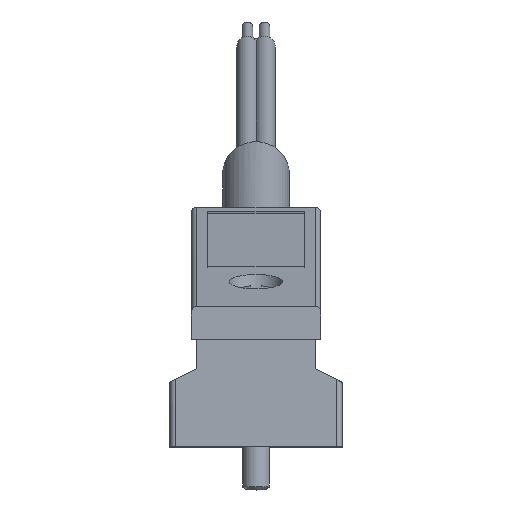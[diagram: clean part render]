
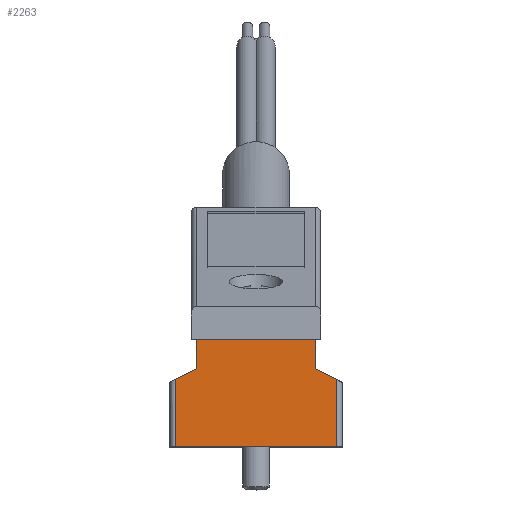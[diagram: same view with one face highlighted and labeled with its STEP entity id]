
A CAD part, top view. The second image highlights one B-rep face of the part: STEP entity #2263.
In plain terms, the highlighted planar face has unit normal (0, 0, 1).
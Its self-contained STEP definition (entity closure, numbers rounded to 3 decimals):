
#262=ORIENTED_EDGE('',*,*,#682,.T.);
#263=ORIENTED_EDGE('',*,*,#648,.T.);
#264=ORIENTED_EDGE('',*,*,#679,.T.);
#265=ORIENTED_EDGE('',*,*,#683,.T.);
#266=ORIENTED_EDGE('',*,*,#655,.T.);
#267=ORIENTED_EDGE('',*,*,#651,.T.);
#268=ORIENTED_EDGE('',*,*,#684,.T.);
#269=ORIENTED_EDGE('',*,*,#685,.T.);
#270=ORIENTED_EDGE('',*,*,#686,.T.);
#271=ORIENTED_EDGE('',*,*,#588,.T.);
#272=ORIENTED_EDGE('',*,*,#687,.F.);
#273=ORIENTED_EDGE('',*,*,#688,.T.);
#588=EDGE_CURVE('',#812,#811,#957,.T.);
#648=EDGE_CURVE('',#862,#861,#996,.T.);
#651=EDGE_CURVE('',#864,#863,#999,.T.);
#655=EDGE_CURVE('',#867,#864,#1003,.T.);
#679=EDGE_CURVE('',#861,#886,#1020,.T.);
#682=EDGE_CURVE('',#887,#862,#1022,.T.);
#683=EDGE_CURVE('',#886,#867,#1023,.T.);
#684=EDGE_CURVE('',#863,#888,#1024,.T.);
#685=EDGE_CURVE('',#888,#889,#1025,.T.);
#686=EDGE_CURVE('',#889,#812,#1026,.T.);
#687=EDGE_CURVE('',#890,#811,#1027,.T.);
#688=EDGE_CURVE('',#890,#887,#1028,.T.);
#811=VERTEX_POINT('',#3050);
#812=VERTEX_POINT('',#3052);
#861=VERTEX_POINT('',#3170);
#862=VERTEX_POINT('',#3172);
#863=VERTEX_POINT('',#3176);
#864=VERTEX_POINT('',#3178);
#867=VERTEX_POINT('',#3186);
#886=VERTEX_POINT('',#3232);
#887=VERTEX_POINT('',#3239);
#888=VERTEX_POINT('',#3242);
#889=VERTEX_POINT('',#3244);
#890=VERTEX_POINT('',#3247);
#957=LINE('',#3051,#1118);
#996=LINE('',#3171,#1157);
#999=LINE('',#3177,#1160);
#1003=LINE('',#3185,#1164);
#1020=LINE('',#3233,#1181);
#1022=LINE('',#3238,#1183);
#1023=LINE('',#3240,#1184);
#1024=LINE('',#3241,#1185);
#1025=LINE('',#3243,#1186);
#1026=LINE('',#3245,#1187);
#1027=LINE('',#3246,#1188);
#1028=LINE('',#3248,#1189);
#1118=VECTOR('',#2550,1000.);
#1157=VECTOR('',#2651,1000.);
#1160=VECTOR('',#2656,1000.);
#1164=VECTOR('',#2662,1000.);
#1181=VECTOR('',#2701,1000.);
#1183=VECTOR('',#2709,1000.);
#1184=VECTOR('',#2710,1000.);
#1185=VECTOR('',#2711,1000.);
#1186=VECTOR('',#2712,1000.);
#1187=VECTOR('',#2713,1000.);
#1188=VECTOR('',#2714,1000.);
#1189=VECTOR('',#2715,1000.);
#1285=EDGE_LOOP('',(#262,#263,#264,#265,#266,#267,#268,#269,#270,#271,#272,
#273));
#1406=FACE_BOUND('',#1285,.T.);
#1514=PLANE('',#2403);
#2263=ADVANCED_FACE('',(#1406),#1514,.F.);
#2403=AXIS2_PLACEMENT_3D('',#3237,#2707,#2708);
#2550=DIRECTION('',(1.,0.,0.));
#2651=DIRECTION('',(1.,0.,0.));
#2656=DIRECTION('',(1.,0.,0.));
#2662=DIRECTION('',(0.,-1.,0.));
#2701=DIRECTION('',(0.,1.,0.));
#2707=DIRECTION('',(0.,0.,-1.));
#2708=DIRECTION('',(-1.,0.,0.));
#2709=DIRECTION('',(0.,1.,0.));
#2710=DIRECTION('',(-1.,0.,0.));
#2711=DIRECTION('',(0.,-1.,0.));
#2712=DIRECTION('',(-0.891,-0.454,0.));
#2713=DIRECTION('',(0.,-1.,0.));
#2714=DIRECTION('',(0.,-1.,0.));
#2715=DIRECTION('',(-0.891,0.454,0.));
#3050=CARTESIAN_POINT('',(7.5,0.,8.));
#3051=CARTESIAN_POINT('',(-7.5,0.,8.));
#3052=CARTESIAN_POINT('',(-7.5,0.,8.));
#3170=CARTESIAN_POINT('',(6.,10.002,8.));
#3171=CARTESIAN_POINT('',(6.,10.002,8.));
#3172=CARTESIAN_POINT('',(5.5,10.002,8.));
#3176=CARTESIAN_POINT('',(-5.5,10.002,8.));
#3177=CARTESIAN_POINT('',(6.,10.002,8.));
#3178=CARTESIAN_POINT('',(-6.,10.002,8.));
#3185=CARTESIAN_POINT('',(-6.,20.22,8.));
#3186=CARTESIAN_POINT('',(-6.,10.106,8.));
#3232=CARTESIAN_POINT('',(6.,10.106,8.));
#3233=CARTESIAN_POINT('',(6.,22.731,8.));
#3237=CARTESIAN_POINT('',(-7.5,19.3,8.));
#3238=CARTESIAN_POINT('',(5.5,7.274,8.));
#3239=CARTESIAN_POINT('',(5.5,7.274,8.));
#3240=CARTESIAN_POINT('',(8.,10.106,8.));
#3241=CARTESIAN_POINT('',(-5.5,15.,8.));
#3242=CARTESIAN_POINT('',(-5.5,7.274,8.));
#3243=CARTESIAN_POINT('',(-5.5,7.274,8.));
#3244=CARTESIAN_POINT('',(-7.5,6.255,8.));
#3245=CARTESIAN_POINT('',(-7.5,19.3,8.));
#3246=CARTESIAN_POINT('',(7.5,19.3,8.));
#3247=CARTESIAN_POINT('',(7.5,6.255,8.));
#3248=CARTESIAN_POINT('',(8.,6.,8.));
